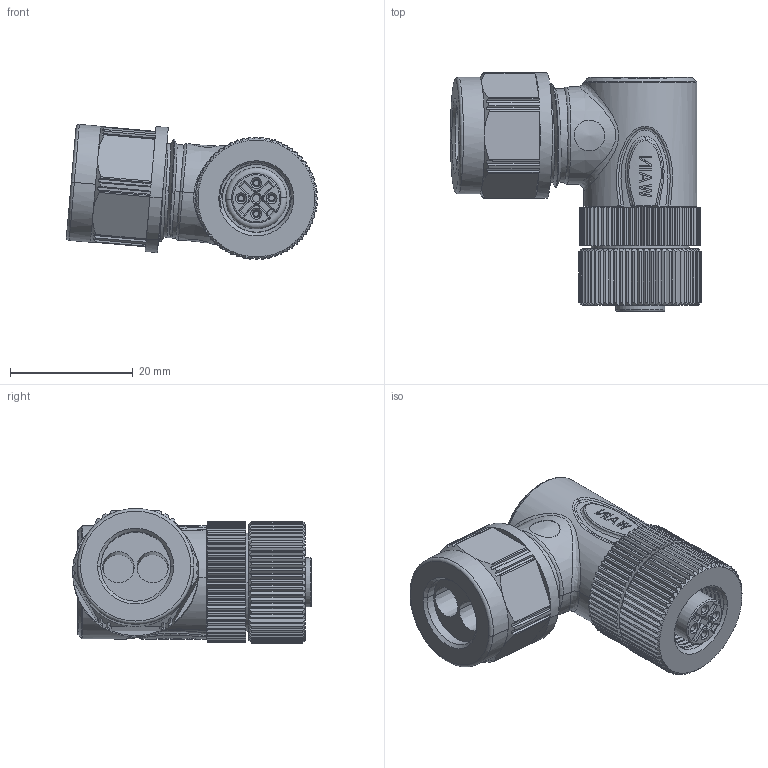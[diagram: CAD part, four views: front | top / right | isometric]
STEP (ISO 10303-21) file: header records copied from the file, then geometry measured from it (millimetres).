
FILE_DESCRIPTION((''),'2;1');
FILE_NAME('M12-F05A-S_SW0004','2020-12-08T',('yp.zhuang'),(''),'PRO/ENGINEER BY PARAMETRIC TECHNOLOGY CORPORATION, 2012480','PRO/ENGINEER BY PARAMETRIC TECHNOLOGY CORPORATION, 2012480','');
FILE_SCHEMA(('AUTOMOTIVE_DESIGN { 1 0 10303 214 1 1 1 1 }'));
Products named in the file (1): M12-F05A-S_SW0004
Bounding box: 40.97 x 38.9 x 22.06 mm (x, y, z)
Volume: 14948.3 mm3; surface area: 8193.7 mm2
Topology: 1 solids, 1 shells, 1141 faces, 2984 edges, 1878 vertices
Faces by surface type: plane 457, cylinder 374, cone 197, bspline 87, torus 18, extrusion 6, sphere 2
Entity records: 65298 total; most frequent: CARTESIAN_POINT 30692, ORIENTED_EDGE 5968, DIRECTION 4970, EDGE_CURVE 2984, VERTEX_POINT 1878, AXIS2_PLACEMENT_3D 1875, VECTOR 1220, LINE 1214
